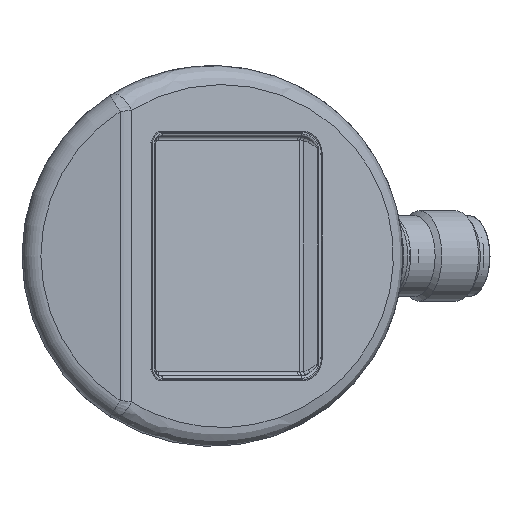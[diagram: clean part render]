
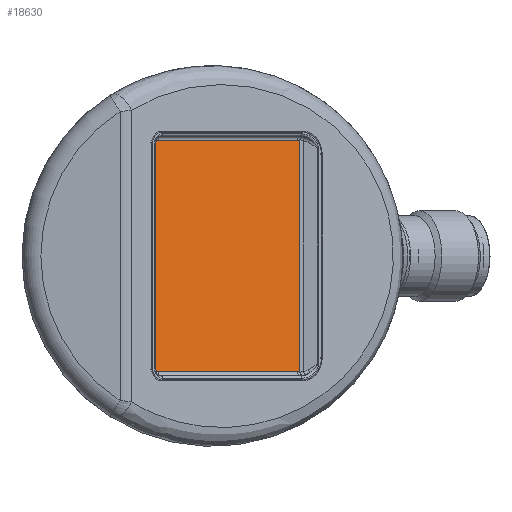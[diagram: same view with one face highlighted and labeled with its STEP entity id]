
A CAD part, front view. The second image highlights one B-rep face of the part: STEP entity #18630.
In plain terms, the highlighted planar face has unit normal (0.5, -0.866, 0).
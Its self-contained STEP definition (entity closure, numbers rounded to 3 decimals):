
#525=CIRCLE('',#26358,1.946);
#526=CIRCLE('',#26359,1.946);
#527=CIRCLE('',#26360,0.446);
#528=CIRCLE('',#26361,0.446);
#1373=LINE('',#33299,#2510);
#1374=LINE('',#33303,#2511);
#1375=LINE('',#33307,#2512);
#1376=LINE('',#33311,#2513);
#2510=VECTOR('',#28249,1000.);
#2511=VECTOR('',#28252,1000.);
#2512=VECTOR('',#28255,1000.);
#2513=VECTOR('',#28258,1000.);
#3593=PLANE('',#26357);
#4225=ORIENTED_EDGE('',*,*,#9994,.T.);
#4226=ORIENTED_EDGE('',*,*,#9995,.T.);
#4227=ORIENTED_EDGE('',*,*,#9996,.T.);
#4228=ORIENTED_EDGE('',*,*,#9997,.T.);
#4229=ORIENTED_EDGE('',*,*,#9998,.T.);
#4230=ORIENTED_EDGE('',*,*,#9999,.T.);
#4231=ORIENTED_EDGE('',*,*,#10000,.T.);
#4232=ORIENTED_EDGE('',*,*,#10001,.T.);
#9994=EDGE_CURVE('',#12879,#12880,#525,.F.);
#9995=EDGE_CURVE('',#12880,#12881,#1373,.T.);
#9996=EDGE_CURVE('',#12881,#12882,#526,.F.);
#9997=EDGE_CURVE('',#12882,#12883,#1374,.T.);
#9998=EDGE_CURVE('',#12883,#12884,#527,.F.);
#9999=EDGE_CURVE('',#12884,#12885,#1375,.T.);
#10000=EDGE_CURVE('',#12885,#12886,#528,.F.);
#10001=EDGE_CURVE('',#12886,#12879,#1376,.T.);
#12879=VERTEX_POINT('',#33297);
#12880=VERTEX_POINT('',#33298);
#12881=VERTEX_POINT('',#33300);
#12882=VERTEX_POINT('',#33302);
#12883=VERTEX_POINT('',#33304);
#12884=VERTEX_POINT('',#33306);
#12885=VERTEX_POINT('',#33308);
#12886=VERTEX_POINT('',#33310);
#15577=EDGE_LOOP('',(#4225,#4226,#4227,#4228,#4229,#4230,#4231,#4232));
#16987=FACE_BOUND('',#15577,.T.);
#18630=ADVANCED_FACE('',(#16987),#3593,.F.);
#26357=AXIS2_PLACEMENT_3D('',#33295,#28245,#28246);
#26358=AXIS2_PLACEMENT_3D('',#33296,#28247,#28248);
#26359=AXIS2_PLACEMENT_3D('',#33301,#28250,#28251);
#26360=AXIS2_PLACEMENT_3D('',#33305,#28253,#28254);
#26361=AXIS2_PLACEMENT_3D('',#33309,#28256,#28257);
#28245=DIRECTION('',(-0.5,0.866,0.));
#28246=DIRECTION('',(0.866,0.5,0.));
#28247=DIRECTION('',(-0.5,0.866,0.));
#28248=DIRECTION('',(0.866,0.5,0.));
#28249=DIRECTION('',(0.,0.,1.));
#28250=DIRECTION('',(-0.5,0.866,0.));
#28251=DIRECTION('',(0.866,0.5,0.));
#28252=DIRECTION('',(-0.866,-0.5,0.));
#28253=DIRECTION('',(-0.5,0.866,0.));
#28254=DIRECTION('',(0.866,0.5,0.));
#28255=DIRECTION('',(0.,0.,-1.));
#28256=DIRECTION('',(-0.5,0.866,0.));
#28257=DIRECTION('',(0.866,0.5,0.));
#28258=DIRECTION('',(0.866,0.5,0.));
#33295=CARTESIAN_POINT('',(11.293,-72.021,13.4));
#33296=CARTESIAN_POINT('',(11.293,-72.021,-13.4));
#33297=CARTESIAN_POINT('',(11.293,-72.021,-15.346));
#33298=CARTESIAN_POINT('',(11.576,-71.857,-15.318));
#33299=CARTESIAN_POINT('',(11.576,-71.857,15.252));
#33300=CARTESIAN_POINT('',(11.576,-71.857,15.318));
#33301=CARTESIAN_POINT('',(11.293,-72.021,13.4));
#33302=CARTESIAN_POINT('',(11.293,-72.021,15.346));
#33303=CARTESIAN_POINT('',(-7.153,-82.671,15.346));
#33304=CARTESIAN_POINT('',(-7.153,-82.671,15.346));
#33305=CARTESIAN_POINT('',(-7.153,-82.671,14.9));
#33306=CARTESIAN_POINT('',(-7.539,-82.893,14.9));
#33307=CARTESIAN_POINT('',(-7.539,-82.893,-14.9));
#33308=CARTESIAN_POINT('',(-7.539,-82.893,-14.9));
#33309=CARTESIAN_POINT('',(-7.153,-82.671,-14.9));
#33310=CARTESIAN_POINT('',(-7.153,-82.671,-15.346));
#33311=CARTESIAN_POINT('',(11.293,-72.021,-15.346));
